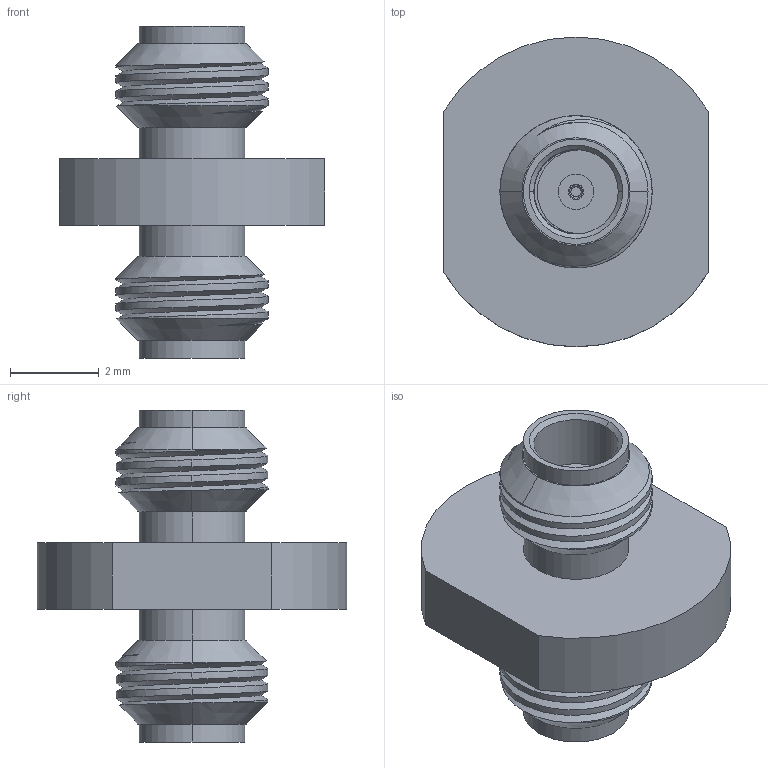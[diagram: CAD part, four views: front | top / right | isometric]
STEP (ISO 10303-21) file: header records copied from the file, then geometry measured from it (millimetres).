
FILE_DESCRIPTION (( 'STEP AP214' ), '1' );
FILE_NAME ('CT-08F08F-LN1.STEP', '2024-11-19T18:20:49', ( '' ), ( '' ), 'SwSTEP 2.0', 'SolidWorks 2021', '' );
FILE_SCHEMA (( 'AUTOMOTIVE_DESIGN' ));
Length unit declared in the file: millimetre
Products named in the file (1): CT-08F08F-LN1
Bounding box: 6 x 7 x 7.5 mm (x, y, z)
Volume: 84.4 mm3; surface area: 215.5 mm2
Topology: 1 solids, 1 shells, 101 faces, 248 edges, 162 vertices
Faces by surface type: cylinder 44, plane 33, cone 20, bspline 4
Entity records: 4370 total; most frequent: CARTESIAN_POINT 1986, ORIENTED_EDGE 496, DIRECTION 496, EDGE_CURVE 248, AXIS2_PLACEMENT_3D 200, VERTEX_POINT 162, EDGE_LOOP 114, CIRCLE 102
